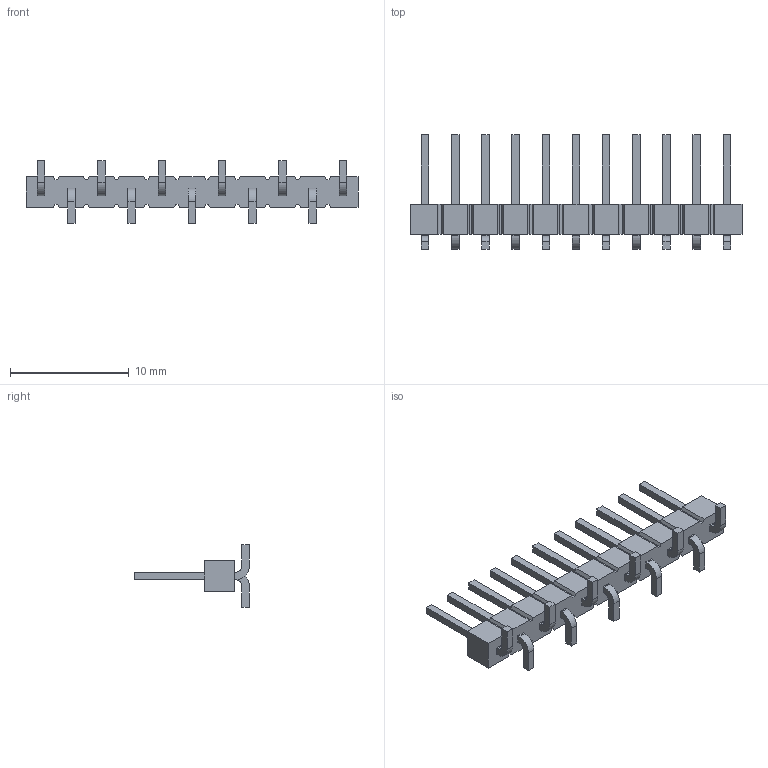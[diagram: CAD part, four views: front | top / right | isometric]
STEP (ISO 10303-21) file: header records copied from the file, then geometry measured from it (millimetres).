
FILE_DESCRIPTION( ( 'STEP AP214' ), '1' );
FILE_NAME( 'TSM-111-01-L-SV.stp', '2022-03-31T11:52:30', ( 'License CC BY-ND 4.0' ), ( 'CADENAS' ), ' ', 'PARTsolutions', ' ' );
FILE_SCHEMA( ( 'AUTOMOTIVE_DESIGN { 1 0 10303 214 1 1 1 1 }' ) );
Length unit declared in the file: inch
Products named in the file (3): TSM-111-01-L-SV; _TSM-111-01-SV_body; _T-1S6-16(-01-11-SV)
Assembly tree (2 placements, depth 2):
  TSM-111-01-L-SV
    _TSM-111-01-SV_body
    _T-1S6-16(-01-11-SV)
Bounding box: 27.94 x 9.65 x 5.28 mm (x, y, z)
Volume: 217.7 mm3; surface area: 736.4 mm2
Topology: 2 solids, 2 shells, 286 faces, 792 edges, 528 vertices
Faces by surface type: plane 264, cylinder 22
Entity records: 11366 total; most frequent: CARTESIAN_POINT 1609, ORIENTED_EDGE 1584, DIRECTION 1414, EDGE_CURVE 792, LINE 748, VECTOR 748, VERTEX_POINT 528, AXIS2_PLACEMENT_3D 333
